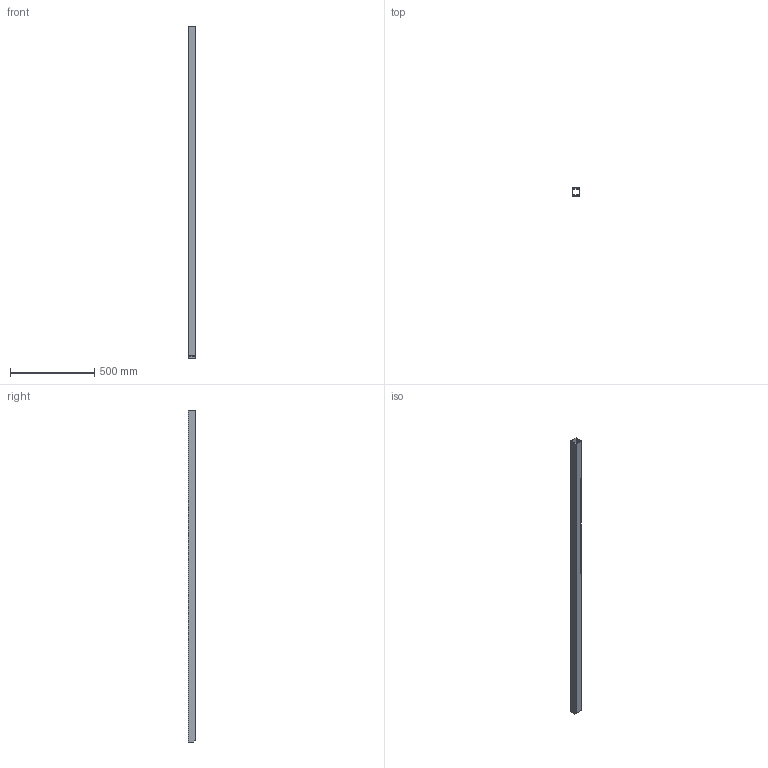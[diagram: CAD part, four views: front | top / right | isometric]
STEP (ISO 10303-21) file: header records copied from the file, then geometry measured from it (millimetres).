
FILE_DESCRIPTION(/* description */ (''),/* implementation_level */ '2;1');
FILE_NAME(/* name */ 'GE-18011-02.ipt.stp',/* time_stamp */ '2018-01-01T11:16:01-08:00',/* author */ ('PhillipD'),/* organization */ (''),/* preprocessor_version */ 'ST-DEVELOPER v16.13',/* originating_system */ 'Autodesk Inventor 2018',/* authorisation */ '');
FILE_SCHEMA (('AUTOMOTIVE_DESIGN { 1 0 10303 214 3 1 1 }'));
Length unit declared in the file: inch
Products named in the file (1): GE-18011-02
Bounding box: 44.45 x 44.45 x 1974.85 mm (x, y, z)
Volume: 1033345.2 mm3; surface area: 652047.9 mm2
Topology: 1 solids, 1 shells, 11 faces, 30 edges, 20 vertices
Faces by surface type: plane 11
Entity records: 414 total; most frequent: CARTESIAN_POINT 62, ORIENTED_EDGE 60, DIRECTION 54, LINE 30, VECTOR 30, EDGE_CURVE 30, VERTEX_POINT 20, EDGE_LOOP 12
